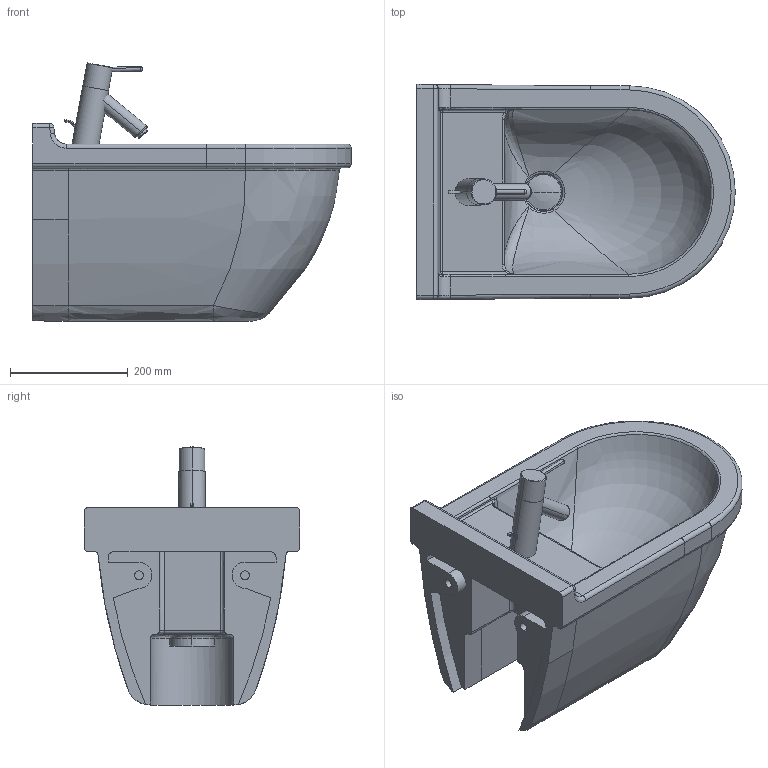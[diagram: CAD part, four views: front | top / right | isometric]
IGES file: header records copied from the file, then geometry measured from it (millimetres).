
Global section: file name: No Iges File Name specified; native system: Autodesk Inventor 2011; preprocessor: AutoDesk Inventor Iges Exporter R2011; author: Administrator; date: 20120228.222135; units: millimetre
Bounding box: 540.01 x 365 x 437.53 mm (x, y, z)
Volume: 21948514.6 mm3; surface area: 1019265.9 mm2
Topology: 8 solids, 8 shells, 254 faces, 604 edges, 360 vertices
Faces by surface type: bspline 85, plane 65, cylinder 50, revolution 29, torus 19, sphere 4, cone 2
